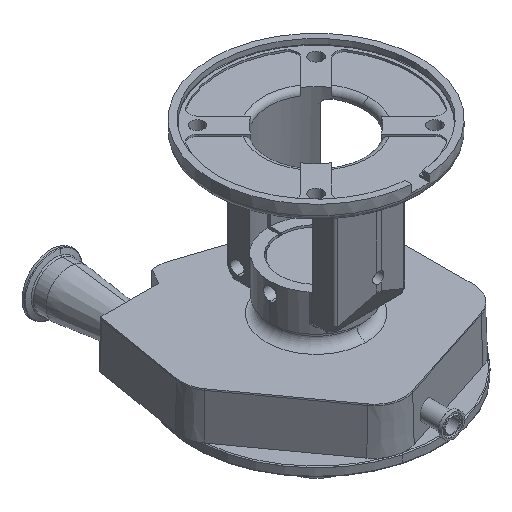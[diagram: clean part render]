
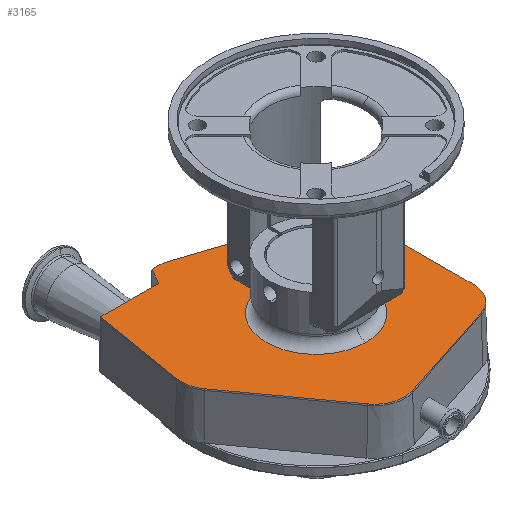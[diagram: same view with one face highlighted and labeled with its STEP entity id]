
A CAD part, isometric view. The second image highlights one B-rep face of the part: STEP entity #3165.
In plain terms, the highlighted planar face has unit normal (0, 0, 1).
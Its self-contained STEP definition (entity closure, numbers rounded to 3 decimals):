
#4 = DIRECTION ( 'NONE',  ( 0., 0., -1. ) ) ;
#72 = ORIENTED_EDGE ( 'NONE', *, *, #9121, .T. ) ;
#270 = CARTESIAN_POINT ( 'NONE',  ( -58., 115., -189. ) ) ;
#276 = LINE ( 'NONE', #11899, #1636 ) ;
#334 = VERTEX_POINT ( 'NONE', #5176 ) ;
#371 = ORIENTED_EDGE ( 'NONE', *, *, #7343, .F. ) ;
#539 = AXIS2_PLACEMENT_3D ( 'NONE', #4550, #8787, #4691 ) ;
#571 = CARTESIAN_POINT ( 'NONE',  ( -105.628, 8.87, -189. ) ) ;
#628 = CIRCLE ( 'NONE', #4468, 4.77 ) ;
#641 = VERTEX_POINT ( 'NONE', #1251 ) ;
#651 = VERTEX_POINT ( 'NONE', #11216 ) ;
#706 = ORIENTED_EDGE ( 'NONE', *, *, #3150, .F. ) ;
#806 = DIRECTION ( 'NONE',  ( 0., -1., 0. ) ) ;
#890 = DIRECTION ( 'NONE',  ( 0., -1., 0. ) ) ;
#901 = ORIENTED_EDGE ( 'NONE', *, *, #4545, .F. ) ;
#972 = DIRECTION ( 'NONE',  ( 0., 0., 1. ) ) ;
#979 = CARTESIAN_POINT ( 'NONE',  ( -117.56, 111.911, -189. ) ) ;
#1230 = FACE_BOUND ( 'NONE', #7582, .T. ) ;
#1251 = CARTESIAN_POINT ( 'NONE',  ( -20.589, -126.348, -189. ) ) ;
#1269 = VERTEX_POINT ( 'NONE', #4375 ) ;
#1291 = CARTESIAN_POINT ( 'NONE',  ( 0., 175., -189. ) ) ;
#1348 = VERTEX_POINT ( 'NONE', #2412 ) ;
#1363 = DIRECTION ( 'NONE',  ( 0., -1., 0. ) ) ;
#1434 = DIRECTION ( 'NONE',  ( 0., 0., 1. ) ) ;
#1600 = VECTOR ( 'NONE', #2292, 1000. ) ;
#1612 = VECTOR ( 'NONE', #8354, 1000. ) ;
#1636 = VECTOR ( 'NONE', #6737, 1000. ) ;
#1829 = DIRECTION ( 'NONE',  ( 0., 0., -1. ) ) ;
#1867 = VECTOR ( 'NONE', #6985, 1000. ) ;
#1892 = ORIENTED_EDGE ( 'NONE', *, *, #11196, .F. ) ;
#2052 = DIRECTION ( 'NONE',  ( 0.164, 0.987, 0. ) ) ;
#2146 = ORIENTED_EDGE ( 'NONE', *, *, #6130, .F. ) ;
#2184 = CARTESIAN_POINT ( 'NONE',  ( -144.448, -21.005, -189. ) ) ;
#2292 = DIRECTION ( 'NONE',  ( -0.951, -0.309, 0. ) ) ;
#2298 = VERTEX_POINT ( 'NONE', #4826 ) ;
#2412 = CARTESIAN_POINT ( 'NONE',  ( 90.922, -90.115, -189. ) ) ;
#2456 = LINE ( 'NONE', #3515, #1867 ) ;
#2597 = LINE ( 'NONE', #4959, #6697 ) ;
#2624 = VERTEX_POINT ( 'NONE', #10898 ) ;
#2828 = EDGE_CURVE ( 'NONE', #1269, #9322, #10406, .T. ) ;
#3150 = EDGE_CURVE ( 'NONE', #334, #11459, #7379, .T. ) ;
#3165 = ADVANCED_FACE ( 'NONE', ( #1230, #5459 ), #9693, .T. ) ;
#3515 = CARTESIAN_POINT ( 'NONE',  ( 125.679, 78.915, -189. ) ) ;
#3638 = CIRCLE ( 'NONE', #5389, 33.406 ) ;
#3688 = DIRECTION ( 'NONE',  ( -1., 0., 0. ) ) ;
#3853 = ORIENTED_EDGE ( 'NONE', *, *, #6466, .F. ) ;
#3907 = VERTEX_POINT ( 'NONE', #5203 ) ;
#3960 = DIRECTION ( 'NONE',  ( 0., -1., 0. ) ) ;
#4020 = CIRCLE ( 'NONE', #5551, 33.406 ) ;
#4067 = VERTEX_POINT ( 'NONE', #10933 ) ;
#4223 = ORIENTED_EDGE ( 'NONE', *, *, #6367, .F. ) ;
#4375 = CARTESIAN_POINT ( 'NONE',  ( 113.801, 58.683, -189. ) ) ;
#4384 = LINE ( 'NONE', #10420, #1600 ) ;
#4399 = ORIENTED_EDGE ( 'NONE', *, *, #4489, .F. ) ;
#4468 = AXIS2_PLACEMENT_3D ( 'NONE', #979, #6379, #7560 ) ;
#4489 = EDGE_CURVE ( 'NONE', #3907, #4067, #2597, .T. ) ;
#4506 = AXIS2_PLACEMENT_3D ( 'NONE', #7473, #11684, #6506 ) ;
#4545 = EDGE_CURVE ( 'NONE', #1348, #641, #4384, .T. ) ;
#4550 = CARTESIAN_POINT ( 'NONE',  ( 0., 0., -189. ) ) ;
#4634 = CARTESIAN_POINT ( 'NONE',  ( 80.395, 58.625, -189. ) ) ;
#4691 = DIRECTION ( 'NONE',  ( 0., -1., 0. ) ) ;
#4797 = DIRECTION ( 'NONE',  ( 0., 0., -1. ) ) ;
#4826 = CARTESIAN_POINT ( 'NONE',  ( -122.265, 112.692, -189. ) ) ;
#4959 = CARTESIAN_POINT ( 'NONE',  ( -36.962, -143.255, -189. ) ) ;
#5144 = CARTESIAN_POINT ( 'NONE',  ( -139.035, 8.87, -189. ) ) ;
#5176 = CARTESIAN_POINT ( 'NONE',  ( -48.352, 131.711, -189. ) ) ;
#5203 = CARTESIAN_POINT ( 'NONE',  ( -57.994, -114.136, -189. ) ) ;
#5227 = ORIENTED_EDGE ( 'NONE', *, *, #5862, .F. ) ;
#5247 = EDGE_CURVE ( 'NONE', #13672, #651, #10999, .T. ) ;
#5389 = AXIS2_PLACEMENT_3D ( 'NONE', #13422, #4, #9229 ) ;
#5435 = CARTESIAN_POINT ( 'NONE',  ( -31.752, 130.619, -189. ) ) ;
#5459 = FACE_OUTER_BOUND ( 'NONE', #12110, .T. ) ;
#5551 = AXIS2_PLACEMENT_3D ( 'NONE', #4634, #8670, #12867 ) ;
#5636 = AXIS2_PLACEMENT_3D ( 'NONE', #11287, #972, #3960 ) ;
#5862 = EDGE_CURVE ( 'NONE', #2298, #651, #628, .T. ) ;
#6083 = CARTESIAN_POINT ( 'NONE',  ( -30.912, -94.576, -189. ) ) ;
#6130 = EDGE_CURVE ( 'NONE', #641, #3907, #10604, .T. ) ;
#6361 = CARTESIAN_POINT ( 'NONE',  ( 114.005, -58.286, -189. ) ) ;
#6367 = EDGE_CURVE ( 'NONE', #8779, #2298, #7346, .T. ) ;
#6379 = DIRECTION ( 'NONE',  ( 0., 0., -1. ) ) ;
#6466 = EDGE_CURVE ( 'NONE', #9322, #1348, #8416, .T. ) ;
#6506 = DIRECTION ( 'NONE',  ( 0., -1., 0. ) ) ;
#6659 = CARTESIAN_POINT ( 'NONE',  ( 0., 115., -189. ) ) ;
#6697 = VECTOR ( 'NONE', #12227, 1000. ) ;
#6737 = DIRECTION ( 'NONE',  ( -0.5, -0.866, 0. ) ) ;
#6985 = DIRECTION ( 'NONE',  ( 0.95, -0.312, 0. ) ) ;
#6992 = VERTEX_POINT ( 'NONE', #7988 ) ;
#7343 = EDGE_CURVE ( 'NONE', #11957, #1269, #4020, .T. ) ;
#7346 = LINE ( 'NONE', #2184, #11926 ) ;
#7379 = CIRCLE ( 'NONE', #4506, 33.406 ) ;
#7394 = CIRCLE ( 'NONE', #539, 55. ) ;
#7401 = CIRCLE ( 'NONE', #8528, 33.406 ) ;
#7411 = ORIENTED_EDGE ( 'NONE', *, *, #10288, .F. ) ;
#7473 = CARTESIAN_POINT ( 'NONE',  ( -42.176, 98.881, -189. ) ) ;
#7560 = DIRECTION ( 'NONE',  ( 0., -1., 0. ) ) ;
#7582 = EDGE_LOOP ( 'NONE', ( #9377, #7411 ) ) ;
#7735 = ORIENTED_EDGE ( 'NONE', *, *, #9760, .F. ) ;
#7988 = CARTESIAN_POINT ( 'NONE',  ( 0., -55., -189. ) ) ;
#8181 = ORIENTED_EDGE ( 'NONE', *, *, #2828, .F. ) ;
#8354 = DIRECTION ( 'NONE',  ( 0.002, -1., 0. ) ) ;
#8416 = CIRCLE ( 'NONE', #10174, 33.406 ) ;
#8528 = AXIS2_PLACEMENT_3D ( 'NONE', #571, #4797, #890 ) ;
#8670 = DIRECTION ( 'NONE',  ( 0., 0., -1. ) ) ;
#8779 = VERTEX_POINT ( 'NONE', #11400 ) ;
#8787 = DIRECTION ( 'NONE',  ( 0., 0., 1. ) ) ;
#9121 = EDGE_CURVE ( 'NONE', #334, #13672, #276, .T. ) ;
#9229 = DIRECTION ( 'NONE',  ( 0., -1., 0. ) ) ;
#9322 = VERTEX_POINT ( 'NONE', #6361 ) ;
#9377 = ORIENTED_EDGE ( 'NONE', *, *, #9709, .F. ) ;
#9693 = PLANE ( 'NONE',  #12245 ) ;
#9709 = EDGE_CURVE ( 'NONE', #6992, #2624, #10066, .T. ) ;
#9760 = EDGE_CURVE ( 'NONE', #4067, #10710, #3638, .T. ) ;
#10066 = CIRCLE ( 'NONE', #5636, 55. ) ;
#10163 = CARTESIAN_POINT ( 'NONE',  ( 80.599, -58.344, -189. ) ) ;
#10174 = AXIS2_PLACEMENT_3D ( 'NONE', #10163, #1829, #806 ) ;
#10241 = DIRECTION ( 'NONE',  ( 0., -1., 0. ) ) ;
#10288 = EDGE_CURVE ( 'NONE', #2624, #6992, #7394, .T. ) ;
#10400 = VECTOR ( 'NONE', #3688, 1000. ) ;
#10406 = LINE ( 'NONE', #13588, #1612 ) ;
#10420 = CARTESIAN_POINT ( 'NONE',  ( 90.922, -90.115, -189. ) ) ;
#10604 = CIRCLE ( 'NONE', #11029, 33.406 ) ;
#10615 = ORIENTED_EDGE ( 'NONE', *, *, #11030, .F. ) ;
#10710 = VERTEX_POINT ( 'NONE', #5144 ) ;
#10898 = CARTESIAN_POINT ( 'NONE',  ( 0., 55., -189. ) ) ;
#10933 = CARTESIAN_POINT ( 'NONE',  ( -132.709, -10.69, -189. ) ) ;
#10999 = LINE ( 'NONE', #6659, #10400 ) ;
#11029 = AXIS2_PLACEMENT_3D ( 'NONE', #6083, #11344, #10241 ) ;
#11030 = EDGE_CURVE ( 'NONE', #10710, #8779, #7401, .T. ) ;
#11196 = EDGE_CURVE ( 'NONE', #11459, #11957, #2456, .T. ) ;
#11216 = CARTESIAN_POINT ( 'NONE',  ( -121.194, 115., -189. ) ) ;
#11287 = CARTESIAN_POINT ( 'NONE',  ( 0., 0., -189. ) ) ;
#11344 = DIRECTION ( 'NONE',  ( 0., 0., -1. ) ) ;
#11400 = CARTESIAN_POINT ( 'NONE',  ( -138.584, 14.338, -189. ) ) ;
#11459 = VERTEX_POINT ( 'NONE', #5435 ) ;
#11684 = DIRECTION ( 'NONE',  ( 0., 0., -1. ) ) ;
#11899 = CARTESIAN_POINT ( 'NONE',  ( -17.519, 185.115, -189. ) ) ;
#11926 = VECTOR ( 'NONE', #2052, 1000. ) ;
#11957 = VERTEX_POINT ( 'NONE', #13099 ) ;
#12110 = EDGE_LOOP ( 'NONE', ( #706, #72, #12525, #5227, #4223, #10615, #7735, #4399, #2146, #901, #3853, #8181, #371, #1892 ) ) ;
#12227 = DIRECTION ( 'NONE',  ( -0.586, 0.811, 0. ) ) ;
#12245 = AXIS2_PLACEMENT_3D ( 'NONE', #1291, #1434, #1363 ) ;
#12525 = ORIENTED_EDGE ( 'NONE', *, *, #5247, .T. ) ;
#12867 = DIRECTION ( 'NONE',  ( 0., -1., 0. ) ) ;
#13099 = CARTESIAN_POINT ( 'NONE',  ( 90.819, 90.363, -189. ) ) ;
#13422 = CARTESIAN_POINT ( 'NONE',  ( -105.628, 8.87, -189. ) ) ;
#13588 = CARTESIAN_POINT ( 'NONE',  ( 114.005, -58.286, -189. ) ) ;
#13672 = VERTEX_POINT ( 'NONE', #270 ) ;
